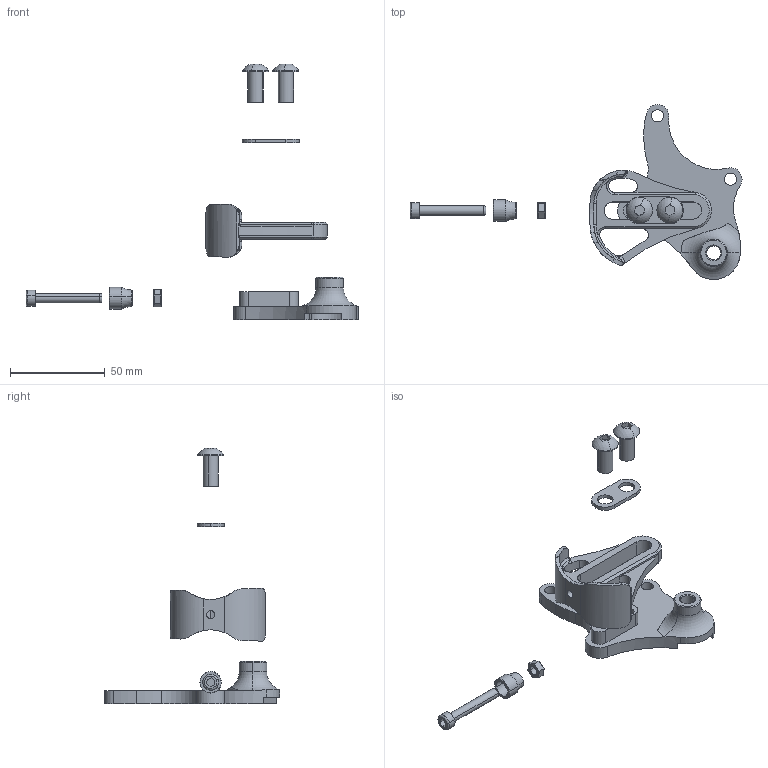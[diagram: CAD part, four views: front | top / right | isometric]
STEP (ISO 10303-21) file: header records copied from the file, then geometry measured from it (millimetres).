
FILE_DESCRIPTION (( 'STEP AP214' ), '1' );
FILE_NAME ('DR4056Flange.STEP', '2018-09-11T16:28:22', ( 'JeffCAD' ), ( 'Microsoft' ), 'SwSTEP 2.0', 'SolidWorks 2018', '' );
FILE_SCHEMA (( 'AUTOMOTIVE_DESIGN' ));
Length unit declared in the file: inch
Products named in the file (8): MS5001; MS2016; MS2013; MS2012; MS1013; DR4056; DS0001; DR4056Flange
Assembly tree (8 placements, depth 2):
  DR4056Flange
    DS0001
    DR4056
    MS1013
    MS2012  x2
    MS2013
    MS2016
    MS5001
Bounding box: 175 x 92.26 x 134.88 mm (x, y, z)
Volume: 39506.3 mm3; surface area: 22249.7 mm2
Topology: 8 solids, 8 shells, 274 faces, 709 edges, 450 vertices
Faces by surface type: cylinder 122, plane 77, cone 30, torus 24, bspline 17, sphere 4
Entity records: 9991 total; most frequent: CARTESIAN_POINT 3535, ORIENTED_EDGE 1342, DIRECTION 1204, EDGE_CURVE 671, AXIS2_PLACEMENT_3D 488, VERTEX_POINT 426, EDGE_LOOP 285, ADVANCED_FACE 259
